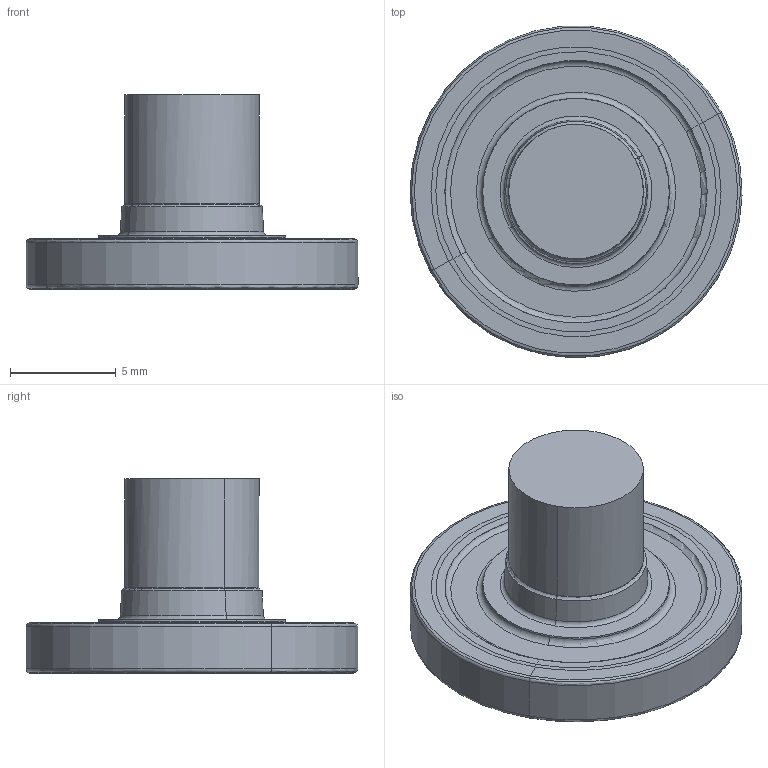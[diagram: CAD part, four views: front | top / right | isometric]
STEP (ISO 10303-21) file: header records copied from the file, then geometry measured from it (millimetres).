
FILE_DESCRIPTION((''),'2;1');
FILE_NAME('16T15724T6RK02','2018-11-09T',('schicker'),(''),'CREO PARAMETRIC BY PTC INC, 2017020','CREO PARAMETRIC BY PTC INC, 2017020','');
FILE_SCHEMA(('AUTOMOTIVE_DESIGN { 1 0 10303 214 1 1 1 1 }'));
Length unit declared in the file: millimetre
Products named in the file (3): NOCUT; CUT; 16T15724T6RK02
Assembly tree (2 placements, depth 2):
  16T15724T6RK02
    NOCUT
    CUT
Bounding box: 15.69 x 15.66 x 9.18 mm (x, y, z)
Volume: 636.2 mm3; surface area: 818.6 mm2
Topology: 2 solids, 2 shells, 59 faces, 177 edges, 122 vertices
Faces by surface type: cone 14, torus 13, revolution 12, cylinder 8, bspline 7, plane 5
Entity records: 3055 total; most frequent: CARTESIAN_POINT 656, DIRECTION 398, ORIENTED_EDGE 330, PRESENTATION_STYLE_ASSIGNMENT 186, STYLED_ITEM 186, CURVE_STYLE 184, AXIS2_PLACEMENT_3D 180, EDGE_CURVE 165
